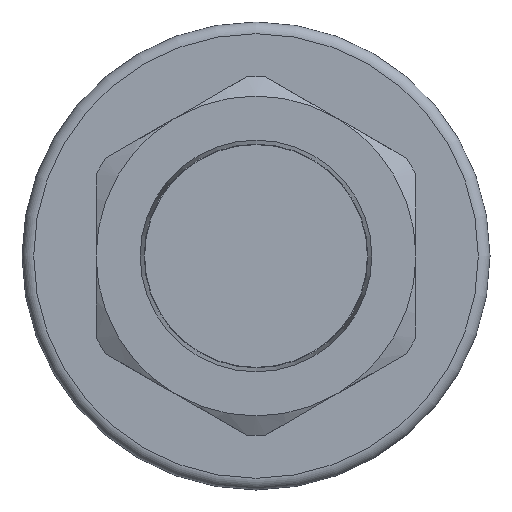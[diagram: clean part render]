
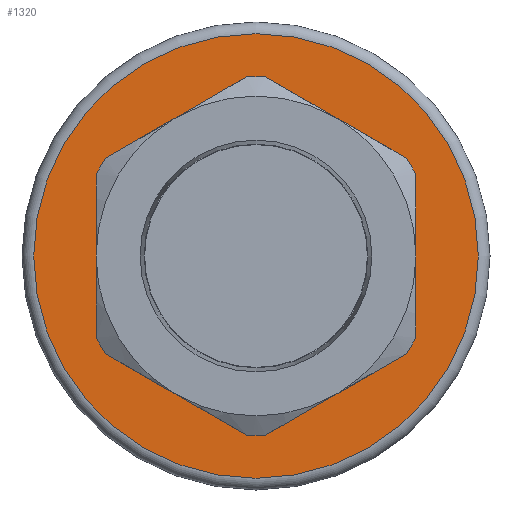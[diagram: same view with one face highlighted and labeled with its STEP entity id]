
A CAD part, left-side view. The second image highlights one B-rep face of the part: STEP entity #1320.
In plain terms, the highlighted planar face has unit normal (-1, 0, 0).
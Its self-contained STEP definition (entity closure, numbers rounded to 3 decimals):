
#1165=CARTESIAN_POINT('',(-5.,0.,28.5));
#1166=VERTEX_POINT('',#1165);
#1167=CARTESIAN_POINT('',(-5.,0.0,0.));
#1168=DIRECTION('',(1.0,0.0,0.0));
#1169=DIRECTION('',(0.0,0.0,-1.0));
#1170=AXIS2_PLACEMENT_3D('',#1167,#1168,#1169);
#1171=CIRCLE('',#1170,28.5);
#1172=EDGE_CURVE('',#1166,#1166,#1171,.T.);
#1208=CARTESIAN_POINT('',(-5.,0.0,0.));
#1209=DIRECTION('',(1.0,0.0,0.0));
#1210=DIRECTION('',(0.0,0.0,-1.0));
#1211=AXIS2_PLACEMENT_3D('',#1208,#1209,#1210);
#1212=PLANE('',#1211);
#1213=ORIENTED_EDGE('',*,*,#1172,.F.);
#1214=EDGE_LOOP('',(#1213));
#1215=FACE_OUTER_BOUND('',#1214,.T.);
#1216=CARTESIAN_POINT('',(-5.,1.219,22.968));
#1217=VERTEX_POINT('',#1216);
#1218=CARTESIAN_POINT('',(-5.,-1.219,22.968));
#1219=VERTEX_POINT('',#1218);
#1220=CARTESIAN_POINT('',(-5.,0.0,0.));
#1221=DIRECTION('',(1.,0.,0.));
#1222=DIRECTION('',(0.,-0.053,0.999));
#1223=AXIS2_PLACEMENT_3D('',#1220,#1221,#1222);
#1224=CIRCLE('',#1223,23.0);
#1225=EDGE_CURVE('',#1217,#1219,#1224,.T.);
#1226=ORIENTED_EDGE('',*,*,#1225,.T.);
#1227=CARTESIAN_POINT('',(-5.,-19.281,12.539));
#1228=VERTEX_POINT('',#1227);
#1229=CARTESIAN_POINT('',(-5.,-1.219,22.968));
#1230=DIRECTION('',(0.,-0.866,-0.5));
#1231=VECTOR('',#1230,20.857);
#1232=LINE('',#1229,#1231);
#1233=EDGE_CURVE('',#1219,#1228,#1232,.T.);
#1234=ORIENTED_EDGE('',*,*,#1233,.T.);
#1235=CARTESIAN_POINT('',(-5.,-20.5,10.428));
#1236=VERTEX_POINT('',#1235);
#1237=CARTESIAN_POINT('',(-5.,0.0,0.));
#1238=DIRECTION('',(1.,0.,0.));
#1239=DIRECTION('',(0.,-0.891,0.453));
#1240=AXIS2_PLACEMENT_3D('',#1237,#1238,#1239);
#1241=CIRCLE('',#1240,23.);
#1242=EDGE_CURVE('',#1228,#1236,#1241,.T.);
#1243=ORIENTED_EDGE('',*,*,#1242,.T.);
#1244=CARTESIAN_POINT('',(-5.,-20.5,-10.428));
#1245=VERTEX_POINT('',#1244);
#1246=CARTESIAN_POINT('',(-5.,-20.5,10.428));
#1247=DIRECTION('',(0.0,0.0,-1.0));
#1248=VECTOR('',#1247,20.857);
#1249=LINE('',#1246,#1248);
#1250=EDGE_CURVE('',#1236,#1245,#1249,.T.);
#1251=ORIENTED_EDGE('',*,*,#1250,.T.);
#1252=CARTESIAN_POINT('',(-5.,-19.281,-12.539));
#1253=VERTEX_POINT('',#1252);
#1254=CARTESIAN_POINT('',(-5.,0.0,0.));
#1255=DIRECTION('',(1.0,0.,0.));
#1256=DIRECTION('',(0.,-0.838,-0.545));
#1257=AXIS2_PLACEMENT_3D('',#1254,#1255,#1256);
#1258=CIRCLE('',#1257,23.);
#1259=EDGE_CURVE('',#1245,#1253,#1258,.T.);
#1260=ORIENTED_EDGE('',*,*,#1259,.T.);
#1261=CARTESIAN_POINT('',(-5.,-1.219,-22.968));
#1262=VERTEX_POINT('',#1261);
#1263=CARTESIAN_POINT('',(-5.,-19.281,-12.539));
#1264=DIRECTION('',(0.,0.866,-0.5));
#1265=VECTOR('',#1264,20.857);
#1266=LINE('',#1263,#1265);
#1267=EDGE_CURVE('',#1253,#1262,#1266,.T.);
#1268=ORIENTED_EDGE('',*,*,#1267,.T.);
#1269=CARTESIAN_POINT('',(-5.,1.219,-22.968));
#1270=VERTEX_POINT('',#1269);
#1271=CARTESIAN_POINT('',(-5.,0.0,0.));
#1272=DIRECTION('',(1.0,0.,0.));
#1273=DIRECTION('',(0.,0.053,-0.999));
#1274=AXIS2_PLACEMENT_3D('',#1271,#1272,#1273);
#1275=CIRCLE('',#1274,23.0);
#1276=EDGE_CURVE('',#1262,#1270,#1275,.T.);
#1277=ORIENTED_EDGE('',*,*,#1276,.T.);
#1278=CARTESIAN_POINT('',(-5.,19.281,-12.539));
#1279=VERTEX_POINT('',#1278);
#1280=CARTESIAN_POINT('',(-5.,1.219,-22.968));
#1281=DIRECTION('',(0.,0.866,0.5));
#1282=VECTOR('',#1281,20.857);
#1283=LINE('',#1280,#1282);
#1284=EDGE_CURVE('',#1270,#1279,#1283,.T.);
#1285=ORIENTED_EDGE('',*,*,#1284,.T.);
#1286=CARTESIAN_POINT('',(-5.,20.5,-10.428));
#1287=VERTEX_POINT('',#1286);
#1288=CARTESIAN_POINT('',(-5.,0.0,0.));
#1289=DIRECTION('',(1.,0.,0.));
#1290=DIRECTION('',(0.,0.891,-0.453));
#1291=AXIS2_PLACEMENT_3D('',#1288,#1289,#1290);
#1292=CIRCLE('',#1291,23.0);
#1293=EDGE_CURVE('',#1279,#1287,#1292,.T.);
#1294=ORIENTED_EDGE('',*,*,#1293,.T.);
#1295=CARTESIAN_POINT('',(-5.,20.5,10.428));
#1296=VERTEX_POINT('',#1295);
#1297=CARTESIAN_POINT('',(-5.,20.5,-10.428));
#1298=DIRECTION('',(0.0,0.0,1.0));
#1299=VECTOR('',#1298,20.857);
#1300=LINE('',#1297,#1299);
#1301=EDGE_CURVE('',#1287,#1296,#1300,.T.);
#1302=ORIENTED_EDGE('',*,*,#1301,.T.);
#1303=CARTESIAN_POINT('',(-5.,19.281,12.539));
#1304=VERTEX_POINT('',#1303);
#1305=CARTESIAN_POINT('',(-5.,0.0,0.));
#1306=DIRECTION('',(1.0,0.,0.));
#1307=DIRECTION('',(0.,0.838,0.545));
#1308=AXIS2_PLACEMENT_3D('',#1305,#1306,#1307);
#1309=CIRCLE('',#1308,23.0);
#1310=EDGE_CURVE('',#1296,#1304,#1309,.T.);
#1311=ORIENTED_EDGE('',*,*,#1310,.T.);
#1312=CARTESIAN_POINT('',(-5.,19.281,12.539));
#1313=DIRECTION('',(0.,-0.866,0.5));
#1314=VECTOR('',#1313,20.857);
#1315=LINE('',#1312,#1314);
#1316=EDGE_CURVE('',#1304,#1217,#1315,.T.);
#1317=ORIENTED_EDGE('',*,*,#1316,.T.);
#1318=EDGE_LOOP('',(#1226,#1234,#1243,#1251,#1260,#1268,#1277,#1285,#1294,#1302,#1311,#1317));
#1319=FACE_BOUND('',#1318,.T.);
#1320=ADVANCED_FACE('',(#1215,#1319),#1212,.F.);
